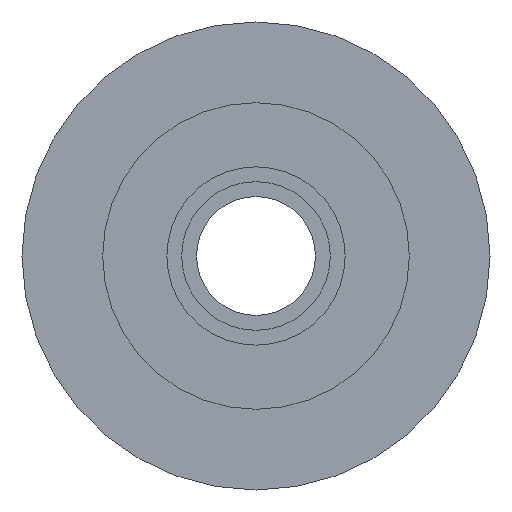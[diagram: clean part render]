
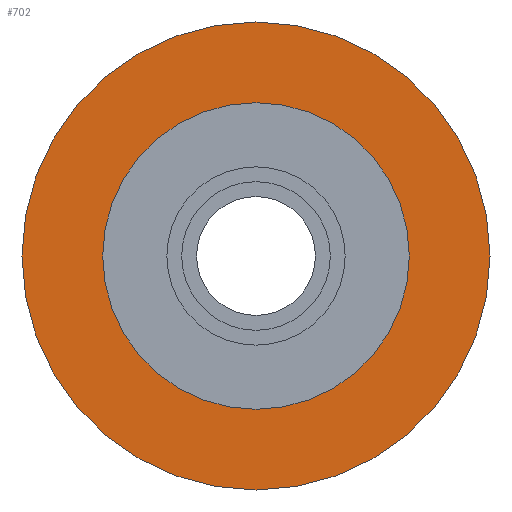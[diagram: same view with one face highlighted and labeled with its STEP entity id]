
A CAD part, front view. The second image highlights one B-rep face of the part: STEP entity #702.
In plain terms, the highlighted planar face has unit normal (0, -1, 0).
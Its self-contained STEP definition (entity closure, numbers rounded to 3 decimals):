
#87=FACE_BOUND('',#170,.T.);
#103=PLANE('',#859);
#130=FACE_OUTER_BOUND('',#169,.T.);
#169=EDGE_LOOP('',(#516,#517));
#170=EDGE_LOOP('',(#518,#519));
#268=CIRCLE('',#847,20.);
#269=CIRCLE('',#848,20.);
#274=CIRCLE('',#857,13.1);
#275=CIRCLE('',#858,13.1);
#323=VERTEX_POINT('',#1174);
#324=VERTEX_POINT('',#1176);
#329=VERTEX_POINT('',#1192);
#330=VERTEX_POINT('',#1194);
#397=EDGE_CURVE('',#323,#324,#268,.T.);
#398=EDGE_CURVE('',#324,#323,#269,.T.);
#405=EDGE_CURVE('',#330,#329,#274,.T.);
#406=EDGE_CURVE('',#329,#330,#275,.T.);
#516=ORIENTED_EDGE('',*,*,#398,.F.);
#517=ORIENTED_EDGE('',*,*,#397,.F.);
#518=ORIENTED_EDGE('',*,*,#405,.T.);
#519=ORIENTED_EDGE('',*,*,#406,.T.);
#702=ADVANCED_FACE('',(#130,#87),#103,.T.);
#847=AXIS2_PLACEMENT_3D('',#1177,#956,#957);
#848=AXIS2_PLACEMENT_3D('',#1178,#958,#959);
#857=AXIS2_PLACEMENT_3D('',#1195,#978,#979);
#858=AXIS2_PLACEMENT_3D('',#1196,#980,#981);
#859=AXIS2_PLACEMENT_3D('',#1197,#982,#983);
#956=DIRECTION('center_axis',(0.,1.,0.));
#957=DIRECTION('ref_axis',(1.,0.,0.));
#958=DIRECTION('center_axis',(0.,1.,0.));
#959=DIRECTION('ref_axis',(1.,0.,0.));
#978=DIRECTION('center_axis',(0.,1.,0.));
#979=DIRECTION('ref_axis',(1.,0.,0.));
#980=DIRECTION('center_axis',(0.,1.,0.));
#981=DIRECTION('ref_axis',(1.,0.,0.));
#982=DIRECTION('center_axis',(0.,-1.,0.));
#983=DIRECTION('ref_axis',(0.,0.,-1.));
#1174=CARTESIAN_POINT('',(20.,0.,0.));
#1176=CARTESIAN_POINT('',(-20.,0.,0.));
#1177=CARTESIAN_POINT('Origin',(0.,0.,0.));
#1178=CARTESIAN_POINT('Origin',(0.,0.,0.));
#1192=CARTESIAN_POINT('',(13.1,0.,0.));
#1194=CARTESIAN_POINT('',(-13.1,0.,0.));
#1195=CARTESIAN_POINT('Origin',(0.,0.,0.));
#1196=CARTESIAN_POINT('Origin',(0.,0.,0.));
#1197=CARTESIAN_POINT('Origin',(-20.,0.,0.));
